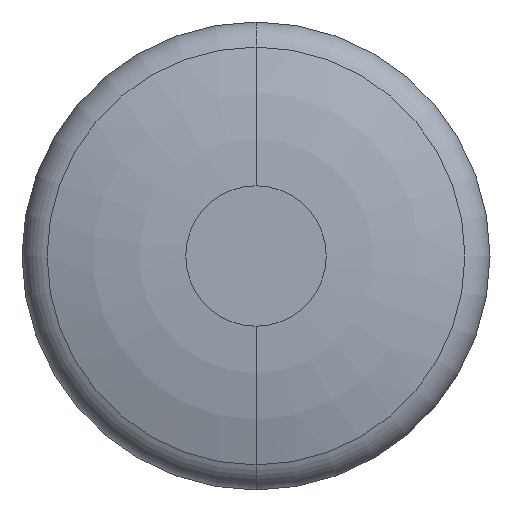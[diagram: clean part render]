
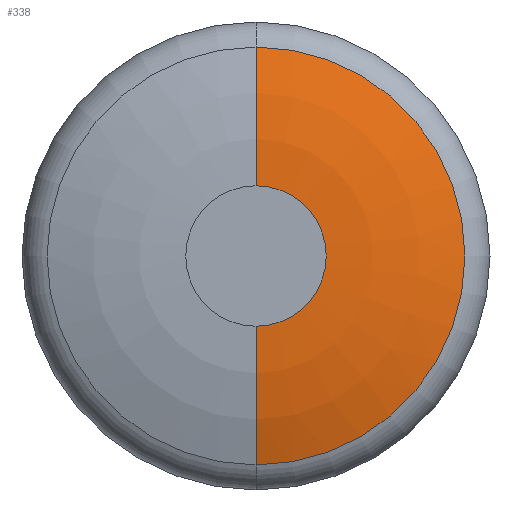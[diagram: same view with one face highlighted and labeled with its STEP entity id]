
A CAD part, front view. The second image highlights one B-rep face of the part: STEP entity #338.
In plain terms, the highlighted toroidal (fillet/blend) face has major radius 0.476 mm and minor radius 2.857 mm.
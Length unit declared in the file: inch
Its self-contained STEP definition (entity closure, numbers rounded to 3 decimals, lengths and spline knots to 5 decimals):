
#10 = AXIS2_PLACEMENT_3D ( 'NONE', #210, #92, #319 ) ;
#23 = AXIS2_PLACEMENT_3D ( 'NONE', #216, #108, #402 ) ;
#25 = CARTESIAN_POINT ( 'NONE',  ( 0., 0., 0. ) ) ;
#44 = CARTESIAN_POINT ( 'NONE',  ( 0., 0.00627, 0. ) ) ;
#45 = CARTESIAN_POINT ( 'NONE',  ( 0., 0.1125, 0. ) ) ;
#47 = DIRECTION ( 'NONE',  ( 0., 0., -1. ) ) ;
#48 = EDGE_CURVE ( 'NONE', #365, #276, #371, .T. ) ;
#49 = DIRECTION ( 'NONE',  ( 0., 0., -1. ) ) ;
#73 = ORIENTED_EDGE ( 'NONE', *, *, #397, .F. ) ;
#92 = DIRECTION ( 'NONE',  ( -1., 0., 0. ) ) ;
#108 = DIRECTION ( 'NONE',  ( 1., 0., 0. ) ) ;
#111 = EDGE_CURVE ( 'NONE', #417, #188, #332, .T. ) ;
#124 = DIRECTION ( 'NONE',  ( 0., -1., 0. ) ) ;
#154 = ORIENTED_EDGE ( 'NONE', *, *, #111, .T. ) ;
#157 = DIRECTION ( 'NONE',  ( 0., 0., -1. ) ) ;
#162 = AXIS2_PLACEMENT_3D ( 'NONE', #25, #165, #157 ) ;
#165 = DIRECTION ( 'NONE',  ( 0., -1., 0. ) ) ;
#188 = VERTEX_POINT ( 'NONE', #196 ) ;
#196 = CARTESIAN_POINT ( 'NONE',  ( 0., 0.00627, 0.05579 ) ) ;
#210 = CARTESIAN_POINT ( 'NONE',  ( 0., 0.1125, -0.01875 ) ) ;
#216 = CARTESIAN_POINT ( 'NONE',  ( 0., 0.1125, 0.01875 ) ) ;
#217 = TOROIDAL_SURFACE ( 'NONE', #347, 0.01875, 0.1125 ) ;
#219 = CARTESIAN_POINT ( 'NONE',  ( 0., 0., 0.01875 ) ) ;
#221 = ORIENTED_EDGE ( 'NONE', *, *, #443, .T. ) ;
#249 = ORIENTED_EDGE ( 'NONE', *, *, #48, .F. ) ;
#272 = FACE_OUTER_BOUND ( 'NONE', #348, .T. ) ;
#276 = VERTEX_POINT ( 'NONE', #219 ) ;
#286 = CIRCLE ( 'NONE', #23, 0.1125 ) ;
#319 = DIRECTION ( 'NONE',  ( 0., 0., 1. ) ) ;
#322 = DIRECTION ( 'NONE',  ( 0., -1., 0. ) ) ;
#332 = CIRCLE ( 'NONE', #427, 0.05579 ) ;
#338 = ADVANCED_FACE ( 'NONE', ( #272 ), #217, .T. ) ;
#347 = AXIS2_PLACEMENT_3D ( 'NONE', #45, #124, #49 ) ;
#348 = EDGE_LOOP ( 'NONE', ( #154, #221, #249, #73 ) ) ;
#365 = VERTEX_POINT ( 'NONE', #408 ) ;
#371 = CIRCLE ( 'NONE', #162, 0.01875 ) ;
#397 = EDGE_CURVE ( 'NONE', #417, #365, #401, .T. ) ;
#401 = CIRCLE ( 'NONE', #10, 0.1125 ) ;
#402 = DIRECTION ( 'NONE',  ( 0., 0., -1. ) ) ;
#408 = CARTESIAN_POINT ( 'NONE',  ( 0., 0., -0.01875 ) ) ;
#417 = VERTEX_POINT ( 'NONE', #485 ) ;
#427 = AXIS2_PLACEMENT_3D ( 'NONE', #44, #322, #47 ) ;
#443 = EDGE_CURVE ( 'NONE', #188, #276, #286, .T. ) ;
#485 = CARTESIAN_POINT ( 'NONE',  ( 0., 0.00627, -0.05579 ) ) ;
